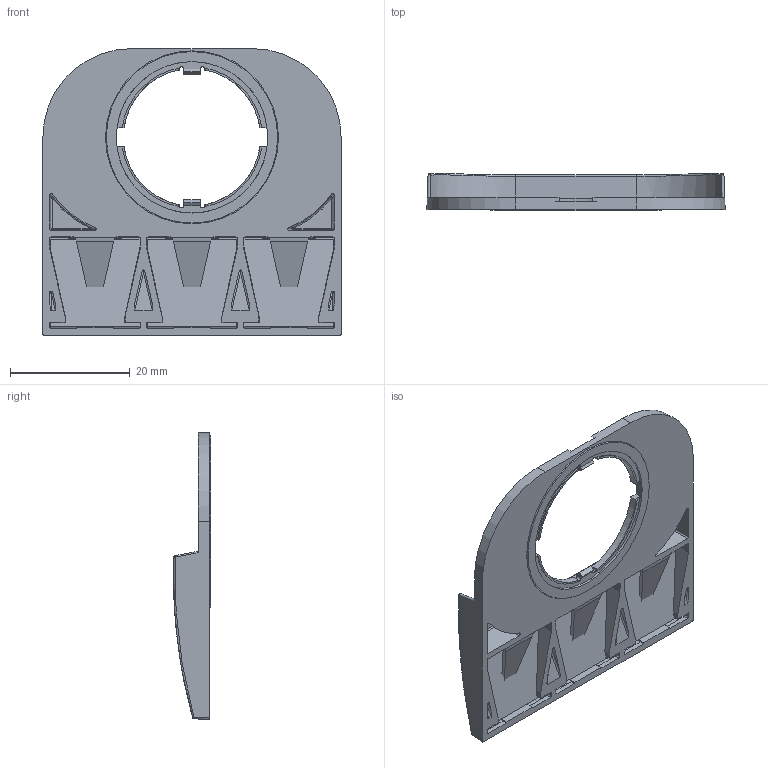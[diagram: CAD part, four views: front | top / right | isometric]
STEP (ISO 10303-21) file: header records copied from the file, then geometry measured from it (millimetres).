
FILE_DESCRIPTION((''),'2;1');
FILE_NAME('FRAME_LEGEND_PLATE_42_ASM','2013-09-24T',('wwhu'),('Rockwell Automation'),'PRO/ENGINEER BY PARAMETRIC TECHNOLOGY CORPORATION, 2010140','PRO/ENGINEER BY PARAMETRIC TECHNOLOGY CORPORATION, 2010140','');
FILE_SCHEMA(('CONFIG_CONTROL_DESIGN'));
Length unit declared in the file: millimetre
Products named in the file (3): FRAME_40; LEGEND_PLATE_42; FRAME_LEGEND_PLATE_42_ASM
Assembly tree (4 placements, depth 2):
  FRAME_LEGEND_PLATE_42_ASM
    FRAME_40
    LEGEND_PLATE_42  x3
Bounding box: 49.74 x 6.18 x 47.83 mm (x, y, z)
Volume: 3662.8 mm3; surface area: 6571.3 mm2
Topology: 4 solids, 4 shells, 457 faces, 1139 edges, 698 vertices
Faces by surface type: plane 260, cylinder 105, bspline 50, sphere 20, cone 14, torus 8
Entity records: 15604 total; most frequent: CARTESIAN_POINT 5502, ORIENTED_EDGE 2230, DIRECTION 1849, EDGE_CURVE 1115, VERTEX_POINT 682, VECTOR 673, LINE 673, AXIS2_PLACEMENT_3D 588
